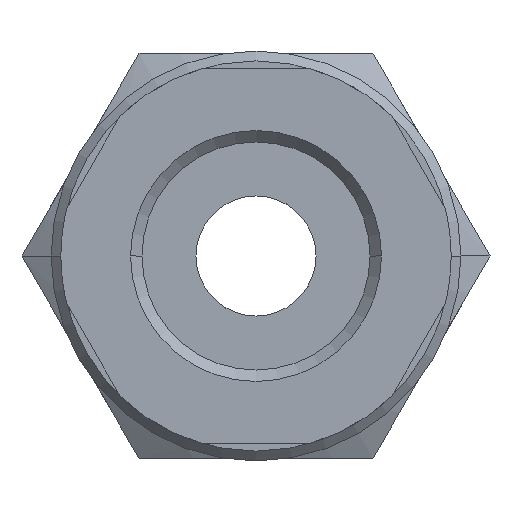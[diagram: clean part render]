
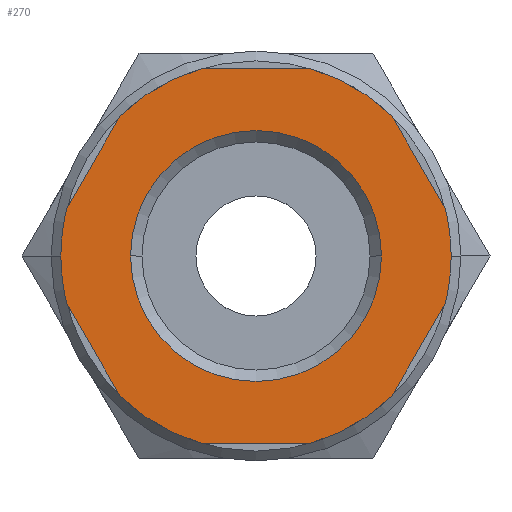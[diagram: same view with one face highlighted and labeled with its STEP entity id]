
A CAD part, front view. The second image highlights one B-rep face of the part: STEP entity #270.
In plain terms, the highlighted planar face has unit normal (0, -1, 0).
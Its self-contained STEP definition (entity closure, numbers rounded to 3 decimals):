
#270=ADVANCED_FACE('',(#547,#548),#549,.T.);
#547=FACE_BOUND('',#822,.T.);
#548=FACE_OUTER_BOUND('',#823,.T.);
#549=PLANE('',#824);
#822=EDGE_LOOP('',(#1497,#1498));
#823=EDGE_LOOP('',(#1499,#1500,#1501,#1502,#1503,#1504,#1505,#1506,#1507,#1508,#1509,#1510,#1511,#1512));
#824=AXIS2_PLACEMENT_3D('',#1513,#1514,#1515);
#1497=ORIENTED_EDGE('',*,*,#1780,.T.);
#1498=ORIENTED_EDGE('',*,*,#1800,.T.);
#1499=ORIENTED_EDGE('',*,*,#1824,.F.);
#1500=ORIENTED_EDGE('',*,*,#1756,.F.);
#1501=ORIENTED_EDGE('',*,*,#1638,.F.);
#1502=ORIENTED_EDGE('',*,*,#1752,.F.);
#1503=ORIENTED_EDGE('',*,*,#1803,.F.);
#1504=ORIENTED_EDGE('',*,*,#1816,.F.);
#1505=ORIENTED_EDGE('',*,*,#1668,.F.);
#1506=ORIENTED_EDGE('',*,*,#1693,.F.);
#1507=ORIENTED_EDGE('',*,*,#1625,.F.);
#1508=ORIENTED_EDGE('',*,*,#1767,.F.);
#1509=ORIENTED_EDGE('',*,*,#1680,.F.);
#1510=ORIENTED_EDGE('',*,*,#1709,.F.);
#1511=ORIENTED_EDGE('',*,*,#1745,.F.);
#1512=ORIENTED_EDGE('',*,*,#1604,.F.);
#1513=CARTESIAN_POINT('',(6.5,0.0,0.0));
#1514=DIRECTION('',(-0.0,-1.0,-0.0));
#1515=DIRECTION('',(-1.0,0.0,0.0));
#1604=EDGE_CURVE('',#1907,#1903,#1909,.T.);
#1625=EDGE_CURVE('',#1941,#1937,#1943,.T.);
#1638=EDGE_CURVE('',#1964,#1966,#1967,.T.);
#1668=EDGE_CURVE('',#2012,#2007,#2014,.T.);
#1680=EDGE_CURVE('',#2029,#2025,#2031,.T.);
#1693=EDGE_CURVE('',#1937,#2012,#2050,.T.);
#1709=EDGE_CURVE('',#2070,#2029,#2072,.T.);
#1745=EDGE_CURVE('',#1903,#2070,#2123,.T.);
#1752=EDGE_CURVE('',#2130,#1964,#2132,.T.);
#1756=EDGE_CURVE('',#1966,#2135,#2138,.T.);
#1767=EDGE_CURVE('',#2025,#1941,#2149,.T.);
#1780=EDGE_CURVE('',#2164,#2162,#2165,.T.);
#1800=EDGE_CURVE('',#2162,#2164,#2185,.T.);
#1803=EDGE_CURVE('',#2187,#2130,#2189,.T.);
#1816=EDGE_CURVE('',#2007,#2187,#2202,.T.);
#1824=EDGE_CURVE('',#2135,#1907,#2210,.T.);
#1903=VERTEX_POINT('',#2365);
#1907=VERTEX_POINT('',#2370);
#1909=CIRCLE('',#2373,13.0);
#1937=VERTEX_POINT('',#2449);
#1941=VERTEX_POINT('',#2454);
#1943=CIRCLE('',#2457,13.0);
#1964=VERTEX_POINT('',#2480);
#1966=VERTEX_POINT('',#2483);
#1967=LINE('',#2484,#2485);
#2007=VERTEX_POINT('',#2585);
#2012=VERTEX_POINT('',#2591);
#2014=CIRCLE('',#2594,13.0);
#2025=VERTEX_POINT('',#2618);
#2029=VERTEX_POINT('',#2623);
#2031=CIRCLE('',#2626,13.0);
#2050=LINE('',#2681,#2682);
#2070=VERTEX_POINT('',#2709);
#2072=LINE('',#2712,#2713);
#2123=CIRCLE('',#2795,13.0);
#2130=VERTEX_POINT('',#2802);
#2132=CIRCLE('',#2805,13.0);
#2135=VERTEX_POINT('',#2808);
#2138=CIRCLE('',#2812,13.0);
#2149=LINE('',#2825,#2826);
#2162=VERTEX_POINT('',#2842);
#2164=VERTEX_POINT('',#2845);
#2165=CIRCLE('',#2846,8.36);
#2185=CIRCLE('',#2893,8.36);
#2187=VERTEX_POINT('',#2895);
#2189=LINE('',#2898,#2899);
#2202=CIRCLE('',#2925,13.0);
#2210=LINE('',#2933,#2934);
#2365=CARTESIAN_POINT('',(-13.0,0.0,0.));
#2370=CARTESIAN_POINT('',(-12.611,0.0,-3.158));
#2373=AXIS2_PLACEMENT_3D('',#3005,#3006,#3007);
#2449=CARTESIAN_POINT('',(9.04,0.0,9.342));
#2454=CARTESIAN_POINT('',(3.571,0.0,12.5));
#2457=AXIS2_PLACEMENT_3D('',#3029,#3030,#3031);
#2480=CARTESIAN_POINT('',(3.571,0.0,-12.5));
#2483=CARTESIAN_POINT('',(-3.571,0.0,-12.5));
#2484=CARTESIAN_POINT('',(3.25,0.0,-12.5));
#2485=VECTOR('',#3053,1.0);
#2585=CARTESIAN_POINT('',(13.0,0.0,0.));
#2591=CARTESIAN_POINT('',(12.611,0.0,3.158));
#2594=AXIS2_PLACEMENT_3D('',#3091,#3092,#3093);
#2618=CARTESIAN_POINT('',(-3.571,0.0,12.5));
#2623=CARTESIAN_POINT('',(-9.04,0.0,9.342));
#2626=AXIS2_PLACEMENT_3D('',#3107,#3108,#3109);
#2681=CARTESIAN_POINT('',(11.638,0.0,4.843));
#2682=VECTOR('',#3119,1.0);
#2709=CARTESIAN_POINT('',(-12.611,0.0,3.158));
#2712=CARTESIAN_POINT('',(-10.013,0.0,7.657));
#2713=VECTOR('',#3137,1.0);
#2795=AXIS2_PLACEMENT_3D('',#3189,#3190,#3191);
#2802=CARTESIAN_POINT('',(9.04,0.0,-9.342));
#2805=AXIS2_PLACEMENT_3D('',#3202,#3203,#3204);
#2808=CARTESIAN_POINT('',(-9.04,0.0,-9.342));
#2812=AXIS2_PLACEMENT_3D('',#3209,#3210,#3211);
#2825=CARTESIAN_POINT('',(3.25,0.0,12.5));
#2826=VECTOR('',#3226,1.0);
#2842=CARTESIAN_POINT('',(8.36,0.0,0.));
#2845=CARTESIAN_POINT('',(-8.36,0.0,0.));
#2846=AXIS2_PLACEMENT_3D('',#3243,#3244,#3245);
#2893=AXIS2_PLACEMENT_3D('',#3260,#3261,#3262);
#2895=CARTESIAN_POINT('',(12.611,0.0,-3.158));
#2898=CARTESIAN_POINT('',(11.638,0.0,-4.843));
#2899=VECTOR('',#3264,1.0);
#2925=AXIS2_PLACEMENT_3D('',#3273,#3274,#3275);
#2933=CARTESIAN_POINT('',(-10.013,0.0,-7.657));
#2934=VECTOR('',#3279,1.0);
#3005=CARTESIAN_POINT('',(0.0,0.0,0.0));
#3006=DIRECTION('',(-0.0,1.0,0.0));
#3007=DIRECTION('',(1.0,0.0,0.0));
#3029=CARTESIAN_POINT('',(0.0,0.0,0.0));
#3030=DIRECTION('',(-0.0,1.0,0.0));
#3031=DIRECTION('',(1.0,0.0,0.0));
#3053=DIRECTION('',(-1.0,0.0,0.0));
#3091=CARTESIAN_POINT('',(0.0,0.0,0.0));
#3092=DIRECTION('',(-0.0,1.0,0.0));
#3093=DIRECTION('',(1.0,0.0,0.0));
#3107=CARTESIAN_POINT('',(0.0,0.0,0.0));
#3108=DIRECTION('',(-0.0,1.0,0.0));
#3109=DIRECTION('',(1.0,0.0,0.0));
#3119=DIRECTION('',(0.5,0.0,-0.866));
#3137=DIRECTION('',(0.5,-0.0,0.866));
#3189=CARTESIAN_POINT('',(0.0,0.0,0.0));
#3190=DIRECTION('',(-0.0,1.0,0.0));
#3191=DIRECTION('',(1.0,0.0,0.0));
#3202=CARTESIAN_POINT('',(0.0,0.0,0.0));
#3203=DIRECTION('',(-0.0,1.0,0.0));
#3204=DIRECTION('',(1.0,0.0,0.0));
#3209=CARTESIAN_POINT('',(0.0,0.0,0.0));
#3210=DIRECTION('',(-0.0,1.0,0.0));
#3211=DIRECTION('',(1.0,0.0,0.0));
#3226=DIRECTION('',(1.0,-0.0,0.));
#3243=CARTESIAN_POINT('',(0.0,0.0,0.0));
#3244=DIRECTION('',(-0.0,1.0,0.0));
#3245=DIRECTION('',(1.0,0.0,0.0));
#3260=CARTESIAN_POINT('',(0.0,0.0,0.0));
#3261=DIRECTION('',(-0.0,1.0,0.0));
#3262=DIRECTION('',(1.0,0.0,0.0));
#3264=DIRECTION('',(-0.5,0.0,-0.866));
#3273=CARTESIAN_POINT('',(0.0,0.0,0.0));
#3274=DIRECTION('',(-0.0,1.0,0.0));
#3275=DIRECTION('',(1.0,0.0,0.0));
#3279=DIRECTION('',(-0.5,0.0,0.866));
